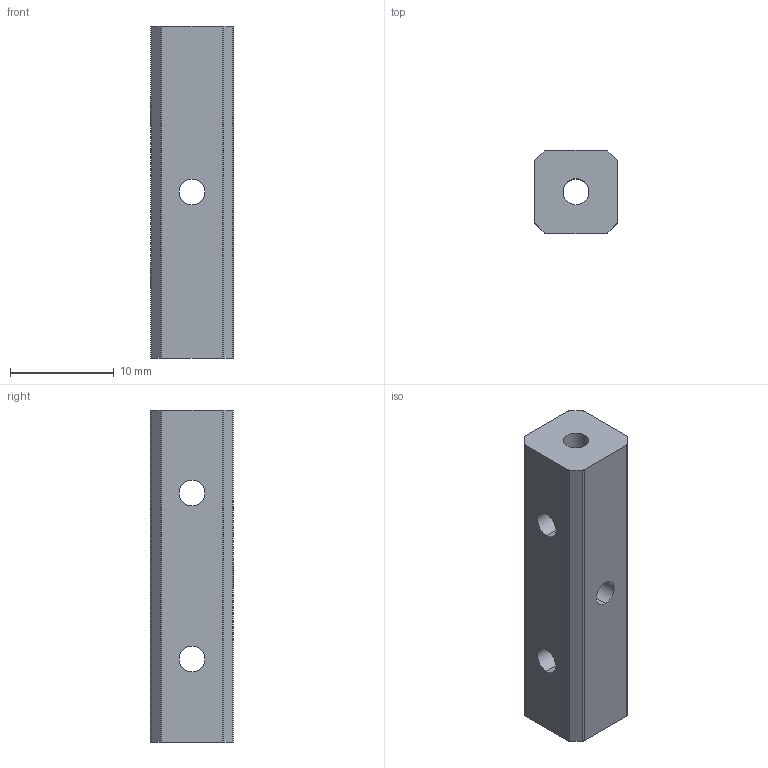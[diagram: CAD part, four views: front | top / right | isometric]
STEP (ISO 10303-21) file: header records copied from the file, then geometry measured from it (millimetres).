
FILE_DESCRIPTION (( 'STEP AP203' ), '1' );
FILE_NAME ('REV-41-1731 As Made.STEP', '2020-02-10T17:00:11', ( '' ), ( '' ), 'SwSTEP 2.0', 'SolidWorks 2019', '' );
FILE_SCHEMA (( 'CONFIG_CONTROL_DESIGN' ));
Length unit declared in the file: millimetre
Products named in the file (1): REV-41-1731 As Made
Bounding box: 8 x 8 x 32 mm (x, y, z)
Volume: 1740 mm3; surface area: 1395.8 mm2
Topology: 1 solids, 1 shells, 38 faces, 108 edges, 66 vertices
Faces by surface type: cylinder 28, plane 10
Entity records: 1325 total; most frequent: CARTESIAN_POINT 285, ORIENTED_EDGE 216, DIRECTION 194, EDGE_CURVE 108, AXIS2_PLACEMENT_3D 71, VERTEX_POINT 66, LINE 52, VECTOR 52
